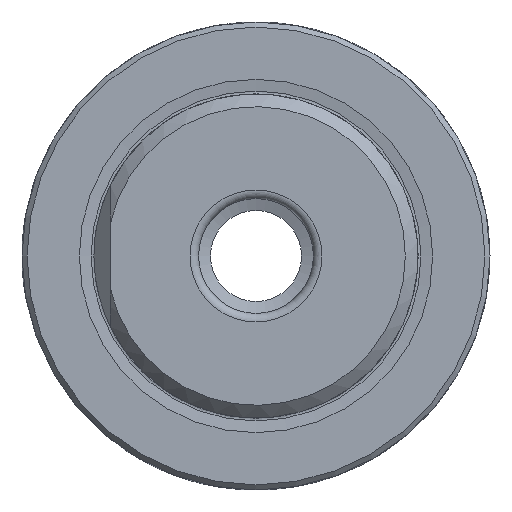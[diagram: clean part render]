
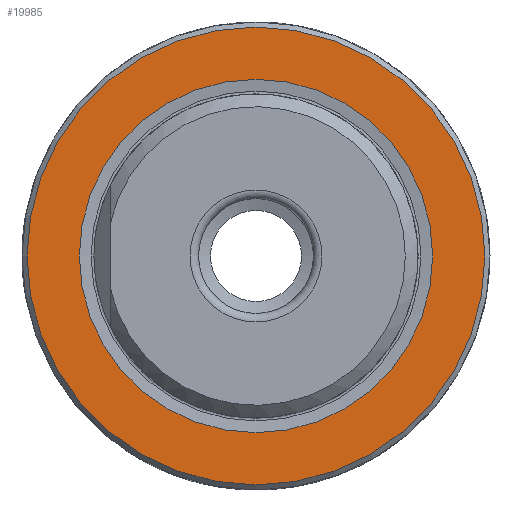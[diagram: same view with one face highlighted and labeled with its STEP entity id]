
A CAD part, left-side view. The second image highlights one B-rep face of the part: STEP entity #19985.
In plain terms, the highlighted planar face has unit normal (-1, 0, 0).
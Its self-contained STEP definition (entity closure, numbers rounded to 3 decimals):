
#839 = EDGE_LOOP ( 'NONE', ( #19749 ) ) ;
#898 = VERTEX_POINT ( 'NONE', #22043 ) ;
#3011 = PLANE ( 'NONE',  #3125 ) ;
#3125 = AXIS2_PLACEMENT_3D ( 'NONE', #18010, #24972, #22469 ) ;
#4093 = DIRECTION ( 'NONE',  ( 0., 1., 0. ) ) ;
#4887 = CIRCLE ( 'NONE', #16530, 20.765 ) ;
#9929 = DIRECTION ( 'NONE',  ( 0., 1., 0. ) ) ;
#9956 = EDGE_CURVE ( 'NONE', #12342, #12342, #4887, .T. ) ;
#10030 = DIRECTION ( 'NONE',  ( 1., 0., 0. ) ) ;
#10681 = EDGE_LOOP ( 'NONE', ( #15043 ) ) ;
#11268 = EDGE_CURVE ( 'NONE', #898, #898, #14132, .T. ) ;
#12342 = VERTEX_POINT ( 'NONE', #24098 ) ;
#14132 = CIRCLE ( 'NONE', #26435, 26.9 ) ;
#15043 = ORIENTED_EDGE ( 'NONE', *, *, #9956, .T. ) ;
#16530 = AXIS2_PLACEMENT_3D ( 'NONE', #25710, #16942, #4093 ) ;
#16942 = DIRECTION ( 'NONE',  ( 1., 0., 0. ) ) ;
#18010 = CARTESIAN_POINT ( 'NONE',  ( 0., 20.765, 0. ) ) ;
#19749 = ORIENTED_EDGE ( 'NONE', *, *, #11268, .F. ) ;
#19985 = ADVANCED_FACE ( 'NONE', ( #25046, #23036 ), #3011, .T. ) ;
#20586 = CARTESIAN_POINT ( 'NONE',  ( 0., 0., 0. ) ) ;
#22043 = CARTESIAN_POINT ( 'NONE',  ( 0., 26.9, 0. ) ) ;
#22469 = DIRECTION ( 'NONE',  ( 0., -1., 0. ) ) ;
#23036 = FACE_OUTER_BOUND ( 'NONE', #839, .T. ) ;
#24098 = CARTESIAN_POINT ( 'NONE',  ( 0., 20.765, 0. ) ) ;
#24972 = DIRECTION ( 'NONE',  ( -1., 0., 0. ) ) ;
#25046 = FACE_BOUND ( 'NONE', #10681, .T. ) ;
#25710 = CARTESIAN_POINT ( 'NONE',  ( 0., 0., 0. ) ) ;
#26435 = AXIS2_PLACEMENT_3D ( 'NONE', #20586, #10030, #9929 ) ;
